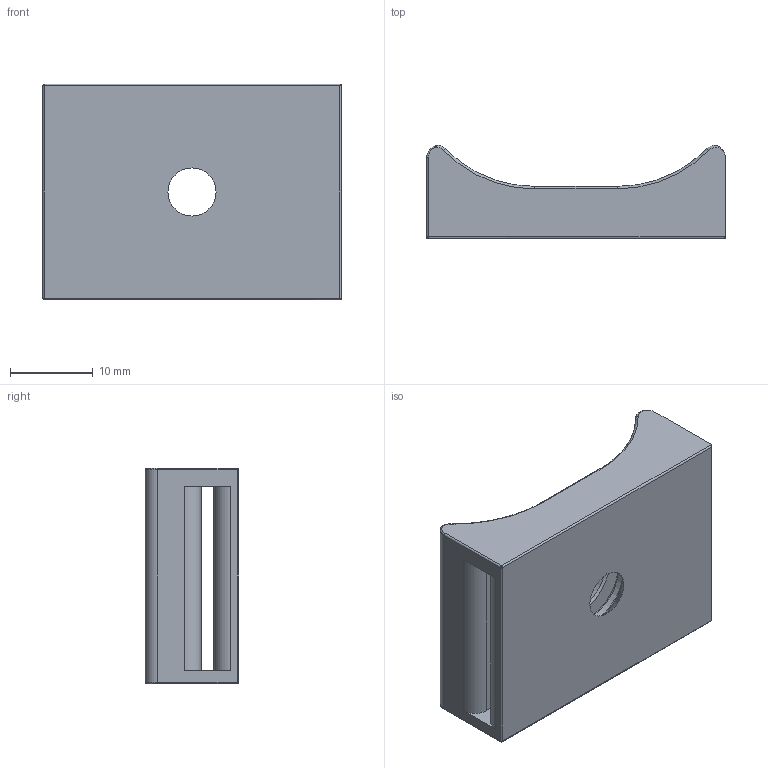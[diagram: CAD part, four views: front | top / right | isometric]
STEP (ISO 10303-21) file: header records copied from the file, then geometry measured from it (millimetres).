
FILE_DESCRIPTION (( 'STEP AP214' ), '1' );
FILE_NAME ('093815M45S01.STEP', '2019-07-23T09:28:31', ( '' ), ( '' ), 'SwSTEP 2.0', 'SolidWorks 2017', '' );
FILE_SCHEMA (( 'AUTOMOTIVE_DESIGN' ));
Length unit declared in the file: millimetre
Products named in the file (1): 093815M45S01
Bounding box: 36 x 11.29 x 26 mm (x, y, z)
Volume: 5588.9 mm3; surface area: 4762.1 mm2
Topology: 1 solids, 1 shells, 64 faces, 157 edges, 90 vertices
Faces by surface type: cylinder 23, bspline 16, plane 15, torus 8, cone 2
Entity records: 2154 total; most frequent: CARTESIAN_POINT 693, ORIENTED_EDGE 306, DIRECTION 299, EDGE_CURVE 153, AXIS2_PLACEMENT_3D 119, VERTEX_POINT 90, EDGE_LOOP 71, CIRCLE 70
